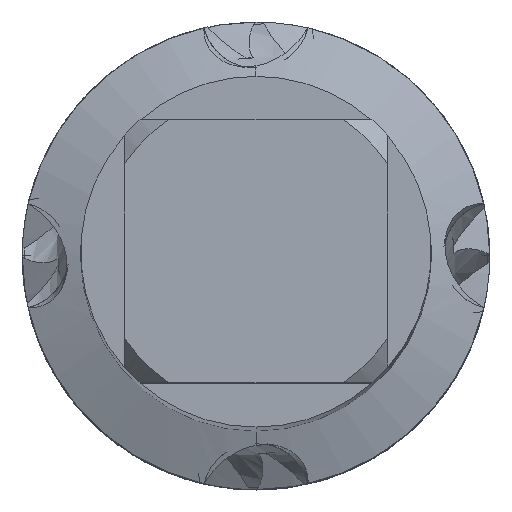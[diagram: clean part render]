
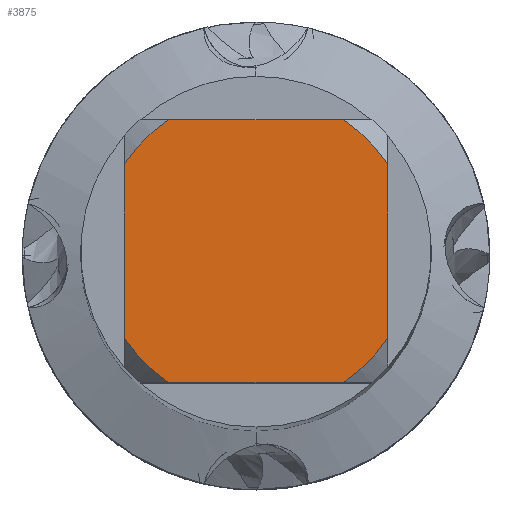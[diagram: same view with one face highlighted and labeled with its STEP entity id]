
A CAD part, top view. The second image highlights one B-rep face of the part: STEP entity #3875.
In plain terms, the highlighted planar face has unit normal (0, 0, 1).
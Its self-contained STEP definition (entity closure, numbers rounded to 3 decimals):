
#2339=EDGE_CURVE('',#4181,#5073,#5945,.T.);
#2595=EDGE_CURVE('',#4181,#3073,#6229,.T.);
#2837=EDGE_CURVE('',#4295,#3073,#6493,.T.);
#3073=VERTEX_POINT('',#6749);
#3347=EDGE_CURVE('',#4279,#5073,#7048,.T.);
#3727=EDGE_CURVE('',#4285,#3739,#7459,.T.);
#3739=VERTEX_POINT('',#7472);
#3867=EDGE_CURVE('',#4279,#3997,#7615,.T.);
#3875=ADVANCED_FACE('',(#7623),#7624,.T.);
#3997=VERTEX_POINT('',#7751);
#4139=EDGE_CURVE('',#4285,#3997,#7901,.T.);
#4181=VERTEX_POINT('',#7949);
#4279=VERTEX_POINT('',#8056);
#4285=VERTEX_POINT('',#8062);
#4295=VERTEX_POINT('',#8072);
#5073=VERTEX_POINT('',#8924);
#5107=EDGE_CURVE('',#4295,#3739,#8962,.T.);
#5945=CIRCLE('',#11670,5.4);
#6229=LINE('',#12632,#12633);
#6493=CIRCLE('',#13462,5.4);
#6749=CARTESIAN_POINT('',(-2.985,4.5,0.0));
#7048=LINE('',#15621,#15622);
#7459=CIRCLE('',#17224,5.4);
#7472=CARTESIAN_POINT('',(-4.5,-2.985,0.0));
#7615=CIRCLE('',#18402,5.4);
#7623=FACE_OUTER_BOUND('',#18411,.T.);
#7624=PLANE('',#18412);
#7751=CARTESIAN_POINT('',(2.985,-4.5,0.0));
#7901=LINE('',#19958,#19959);
#7949=CARTESIAN_POINT('',(2.985,4.5,0.0));
#8056=CARTESIAN_POINT('',(4.5,-2.985,0.0));
#8062=CARTESIAN_POINT('',(-2.985,-4.5,0.0));
#8072=CARTESIAN_POINT('',(-4.5,2.985,0.0));
#8924=CARTESIAN_POINT('',(4.5,2.985,0.0));
#8962=LINE('',#24145,#24146);
#11670=AXIS2_PLACEMENT_3D('',#25321,#25322,#25323);
#12632=CARTESIAN_POINT('',(0.0,4.5,0.0));
#12633=VECTOR('',#25627,1.0);
#13462=AXIS2_PLACEMENT_3D('',#25884,#25885,#25886);
#15621=CARTESIAN_POINT('',(4.5,1.35,0.0));
#15622=VECTOR('',#26512,1.0);
#17224=AXIS2_PLACEMENT_3D('',#26892,#26893,#26894);
#18402=AXIS2_PLACEMENT_3D('',#27043,#27044,#27045);
#18411=EDGE_LOOP('',(#27050,#27051,#27052,#27053,#27054,#27055,#27056,#27057));
#18412=AXIS2_PLACEMENT_3D('',#27058,#27059,#27060);
#19958=CARTESIAN_POINT('',(0.0,-4.5,0.0));
#19959=VECTOR('',#27320,1.0);
#24145=CARTESIAN_POINT('',(-4.5,1.35,0.0));
#24146=VECTOR('',#28457,1.0);
#25321=CARTESIAN_POINT('',(0.0,0.0,0.0));
#25322=DIRECTION('',(0.0,0.0,-1.0));
#25323=DIRECTION('',(0.0,1.0,0.0));
#25627=DIRECTION('',(-1.0,0.0,0.0));
#25884=CARTESIAN_POINT('',(0.0,0.0,0.0));
#25885=DIRECTION('',(0.0,0.0,-1.0));
#25886=DIRECTION('',(0.0,1.0,0.0));
#26512=DIRECTION('',(-0.0,1.0,0.0));
#26892=CARTESIAN_POINT('',(0.0,0.0,0.0));
#26893=DIRECTION('',(0.0,0.0,-1.0));
#26894=DIRECTION('',(0.0,1.0,0.0));
#27043=CARTESIAN_POINT('',(0.0,0.0,0.0));
#27044=DIRECTION('',(0.0,0.0,-1.0));
#27045=DIRECTION('',(0.0,1.0,0.0));
#27050=ORIENTED_EDGE('',*,*,#5107,.T.);
#27051=ORIENTED_EDGE('',*,*,#3727,.F.);
#27052=ORIENTED_EDGE('',*,*,#4139,.T.);
#27053=ORIENTED_EDGE('',*,*,#3867,.F.);
#27054=ORIENTED_EDGE('',*,*,#3347,.T.);
#27055=ORIENTED_EDGE('',*,*,#2339,.F.);
#27056=ORIENTED_EDGE('',*,*,#2595,.T.);
#27057=ORIENTED_EDGE('',*,*,#2837,.F.);
#27058=CARTESIAN_POINT('',(0.0,2.7,0.0));
#27059=DIRECTION('',(-0.0,0.0,1.0));
#27060=DIRECTION('',(0.0,-1.0,0.0));
#27320=DIRECTION('',(1.0,0.0,0.0));
#28457=DIRECTION('',(-0.0,-1.0,0.0));
